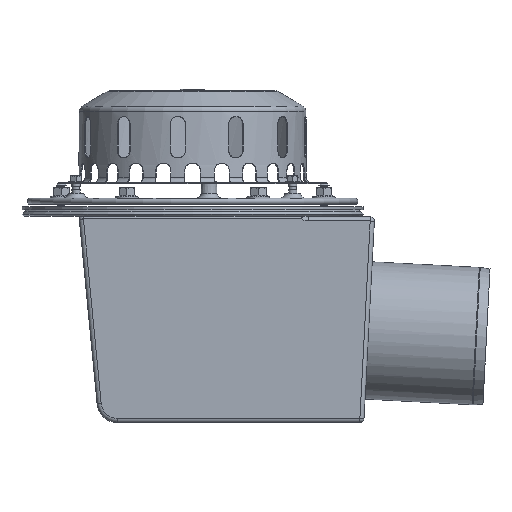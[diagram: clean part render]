
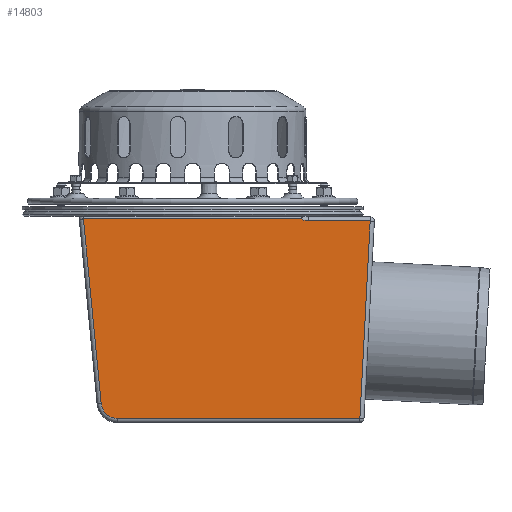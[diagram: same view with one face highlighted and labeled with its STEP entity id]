
A CAD part, front view. The second image highlights one B-rep face of the part: STEP entity #14803.
In plain terms, the highlighted planar face has unit normal (0, -1, 0).
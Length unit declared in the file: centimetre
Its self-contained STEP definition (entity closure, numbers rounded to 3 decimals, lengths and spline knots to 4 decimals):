
#523=B_SPLINE_CURVE_WITH_KNOTS('',3,(#32242,#32243,#32244,#32245,#32246,
#32247,#32248),.UNSPECIFIED.,.F.,.F.,(4,1,1,1,4),(9.4313,10.8419,
11.896,14.0042,16.1125),.UNSPECIFIED.);
#1315=PLANE('',#16532);
#2156=FACE_OUTER_BOUND('',#3166,.T.);
#3166=EDGE_LOOP('',(#13427,#13428,#13429,#13430,#13431,#13432,#13433));
#3980=LINE('',#32259,#4802);
#3983=LINE('',#32266,#4805);
#3986=LINE('',#32273,#4808);
#3988=LINE('',#32281,#4810);
#3989=LINE('',#32291,#4811);
#4802=VECTOR('',#20636,1.);
#4805=VECTOR('',#20643,1.);
#4808=VECTOR('',#20652,1.);
#4810=VECTOR('',#20660,1.);
#4811=VECTOR('',#20673,1.);
#5681=CIRCLE('',#16519,16.);
#7009=VERTEX_POINT('',#32160);
#7012=VERTEX_POINT('',#32189);
#7013=VERTEX_POINT('',#32241);
#7015=VERTEX_POINT('',#32262);
#7017=VERTEX_POINT('',#32271);
#7020=VERTEX_POINT('',#32279);
#7022=VERTEX_POINT('',#32284);
#9146=EDGE_CURVE('',#7009,#7013,#523,.T.);
#9149=EDGE_CURVE('',#7013,#7012,#3980,.T.);
#9153=EDGE_CURVE('',#7012,#7015,#3983,.T.);
#9157=EDGE_CURVE('',#7017,#7009,#3986,.T.);
#9161=EDGE_CURVE('',#7020,#7017,#3988,.T.);
#9163=EDGE_CURVE('',#7022,#7020,#5681,.T.);
#9166=EDGE_CURVE('',#7015,#7022,#3989,.T.);
#13427=ORIENTED_EDGE('',*,*,#9146,.F.);
#13428=ORIENTED_EDGE('',*,*,#9157,.F.);
#13429=ORIENTED_EDGE('',*,*,#9161,.F.);
#13430=ORIENTED_EDGE('',*,*,#9163,.F.);
#13431=ORIENTED_EDGE('',*,*,#9166,.F.);
#13432=ORIENTED_EDGE('',*,*,#9153,.F.);
#13433=ORIENTED_EDGE('',*,*,#9149,.F.);
#14803=ADVANCED_FACE('',(#2156),#1315,.T.);
#16519=AXIS2_PLACEMENT_3D('',#32286,#20665,#20666);
#16532=AXIS2_PLACEMENT_3D('',#32317,#20698,#20699);
#20636=DIRECTION('',(1.,0.,0.));
#20643=DIRECTION('',(-0.052,0.,-0.999));
#20652=DIRECTION('',(1.,0.,0.));
#20660=DIRECTION('',(-0.096,0.,0.995));
#20665=DIRECTION('center_axis',(0.,1.,0.));
#20666=DIRECTION('ref_axis',(-0.672,0.,-0.74));
#20673=DIRECTION('',(-1.,0.,0.));
#20698=DIRECTION('center_axis',(0.,-1.,0.));
#20699=DIRECTION('ref_axis',(1.,0.,0.));
#32160=CARTESIAN_POINT('',(174.9637,-110.,163.2355));
#32189=CARTESIAN_POINT('',(241.2849,-110.,161.2355));
#32241=CARTESIAN_POINT('',(181.2139,-110.,161.2355));
#32242=CARTESIAN_POINT('Ctrl Pts',(174.9635,-110.,163.2353));
#32243=CARTESIAN_POINT('Ctrl Pts',(175.3324,-110.,162.9443));
#32244=CARTESIAN_POINT('Ctrl Pts',(176.0253,-110.,162.4964));
#32245=CARTESIAN_POINT('Ctrl Pts',(177.4081,-110.,161.8504));
#32246=CARTESIAN_POINT('Ctrl Pts',(179.1064,-110.,161.3647));
#32247=CARTESIAN_POINT('Ctrl Pts',(180.5112,-110.,161.2355));
#32248=CARTESIAN_POINT('Ctrl Pts',(181.2139,-110.,161.2355));
#32259=CARTESIAN_POINT('',(152.2835,-110.,161.2355));
#32262=CARTESIAN_POINT('',(231.275,-110.,-29.7645));
#32266=CARTESIAN_POINT('',(240.8105,-110.,152.1831));
#32271=CARTESIAN_POINT('',(-36.0963,-110.,163.2355));
#32273=CARTESIAN_POINT('',(240.3359,-110.,163.2355));
#32279=CARTESIAN_POINT('',(-18.9055,-110.,-15.2981));
#32281=CARTESIAN_POINT('',(-34.5646,-110.,147.3279));
#32284=CARTESIAN_POINT('',(-2.9792,-110.,-29.7645));
#32286=CARTESIAN_POINT('Origin',(-2.9792,-110.,-13.7645));
#32291=CARTESIAN_POINT('',(116.0439,-110.,-29.7645));
#32317=CARTESIAN_POINT('Origin',(235.067,-110.,157.2355));
